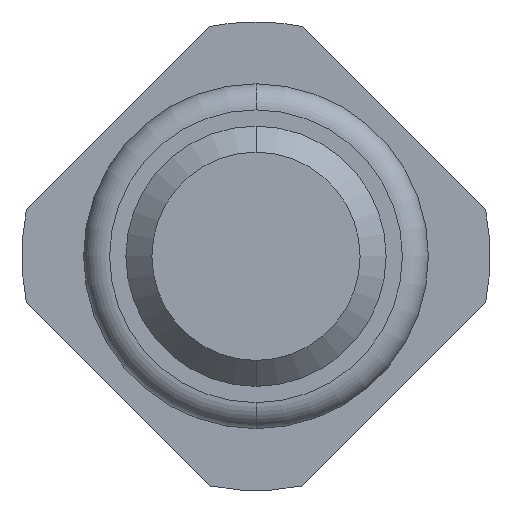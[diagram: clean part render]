
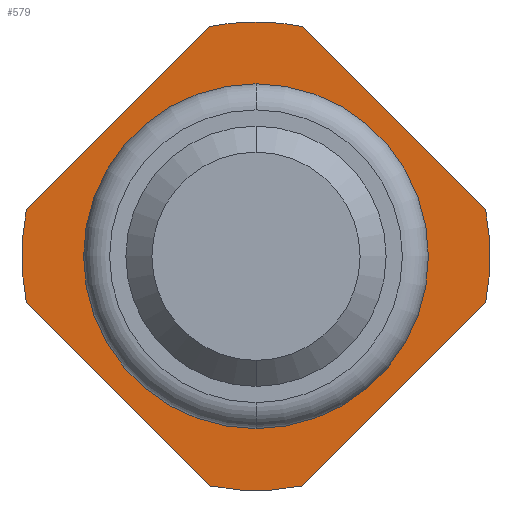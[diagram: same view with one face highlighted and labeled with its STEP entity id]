
A CAD part, front view. The second image highlights one B-rep face of the part: STEP entity #579.
In plain terms, the highlighted planar face has unit normal (0, -1, 0).
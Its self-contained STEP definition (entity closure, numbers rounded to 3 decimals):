
#6 = VERTEX_POINT ( 'NONE', #3236 ) ;
#7 = CIRCLE ( 'NONE', #685, 1.8 ) ;
#63 = DIRECTION ( 'NONE',  ( -0.707, 0., 0.707 ) ) ;
#91 = DIRECTION ( 'NONE',  ( 0., 1., 0. ) ) ;
#153 = DIRECTION ( 'NONE',  ( 0., 0., 1. ) ) ;
#206 = VERTEX_POINT ( 'NONE', #1437 ) ;
#224 = EDGE_CURVE ( 'Defeature ausgef�hrt2_2+Defeature ausgef�hrt2_0+Defeature ausgef�hrt2_17+Defeature ausgef�hrt2_18', #743, #1705, #3649, .T. ) ;
#411 = CARTESIAN_POINT ( 'NONE',  ( 0., -2., 0. ) ) ;
#437 = VECTOR ( 'NONE', #1361, 1000. ) ;
#438 = EDGE_CURVE ( 'Defeature ausgef�hrt2_18+Defeature ausgef�hrt2_0+Defeature ausgef�hrt2_2+Defeature ausgef�hrt2_1', #2566, #2531, #2619, .T. ) ;
#439 = VERTEX_POINT ( 'NONE', #2047 ) ;
#440 = VERTEX_POINT ( 'NONE', #1031 ) ;
#443 = DIRECTION ( 'NONE',  ( 0., 0., 1. ) ) ;
#474 = DIRECTION ( 'NONE',  ( 0., 1., 0. ) ) ;
#524 = CARTESIAN_POINT ( 'NONE',  ( 1.764, -2., 0.357 ) ) ;
#579 = ADVANCED_FACE ( 'Defeature ausgef�hrt2_0', ( #1852, #2409 ), #3701, .F. ) ;
#581 = DIRECTION ( 'NONE',  ( 0., 1., 0. ) ) ;
#662 = AXIS2_PLACEMENT_3D ( 'NONE', #2391, #3631, #732 ) ;
#685 = AXIS2_PLACEMENT_3D ( 'NONE', #3022, #91, #1068 ) ;
#732 = DIRECTION ( 'NONE',  ( 0., 0., 1. ) ) ;
#743 = VERTEX_POINT ( 'NONE', #830 ) ;
#751 = ORIENTED_EDGE ( 'NONE', *, *, #1844, .F. ) ;
#813 = DIRECTION ( 'NONE',  ( 0., 1., 0. ) ) ;
#818 = AXIS2_PLACEMENT_3D ( 'NONE', #411, #474, #443 ) ;
#820 = VECTOR ( 'NONE', #63, 1000. ) ;
#823 = CARTESIAN_POINT ( 'NONE',  ( 0., -2., 0. ) ) ;
#827 = EDGE_CURVE ( 'Defeature ausgef�hrt2_3+Defeature ausgef�hrt2_0+Defeature ausgef�hrt2_16+Defeature ausgef�hrt2_17', #3094, #440, #1037, .T. ) ;
#830 = CARTESIAN_POINT ( 'NONE',  ( -0.357, -2., 1.764 ) ) ;
#835 = CARTESIAN_POINT ( 'NONE',  ( 0., -2., 0. ) ) ;
#903 = DIRECTION ( 'NONE',  ( 0., 0., 1. ) ) ;
#964 = VECTOR ( 'NONE', #1723, 1000. ) ;
#989 = ORIENTED_EDGE ( 'NONE', *, *, #3304, .F. ) ;
#1031 = CARTESIAN_POINT ( 'NONE',  ( -1.764, -2., 0.357 ) ) ;
#1037 = CIRCLE ( 'NONE', #1962, 1.8 ) ;
#1046 = ORIENTED_EDGE ( 'NONE', *, *, #3279, .F. ) ;
#1068 = DIRECTION ( 'NONE',  ( 0., 0., 1. ) ) ;
#1159 = EDGE_CURVE ( 'Defeature ausgef�hrt2_0+Defeature ausgef�hrt2_12+Defeature ausgef�hrt2_12+Defeature ausgef�hrt2_12', #1712, #439, #3174, .T. ) ;
#1313 = LINE ( 'NONE', #3333, #964 ) ;
#1327 = DIRECTION ( 'NONE',  ( 0., 0., 1. ) ) ;
#1350 = VERTEX_POINT ( 'NONE', #1372 ) ;
#1361 = DIRECTION ( 'NONE',  ( 0.707, 0., -0.707 ) ) ;
#1372 = CARTESIAN_POINT ( 'NONE',  ( 0.357, -2., -1.764 ) ) ;
#1433 = LINE ( 'NONE', #3942, #820 ) ;
#1437 = CARTESIAN_POINT ( 'NONE',  ( 1.764, -2., -0.357 ) ) ;
#1455 = DIRECTION ( 'NONE',  ( 0., 1., 0. ) ) ;
#1671 = ORIENTED_EDGE ( 'NONE', *, *, #4060, .F. ) ;
#1705 = VERTEX_POINT ( 'NONE', #4173 ) ;
#1712 = VERTEX_POINT ( 'NONE', #1971 ) ;
#1723 = DIRECTION ( 'NONE',  ( 0.707, 0., 0.707 ) ) ;
#1785 = ORIENTED_EDGE ( 'NONE', *, *, #4165, .F. ) ;
#1837 = CARTESIAN_POINT ( 'NONE',  ( 0.357, -2., 1.764 ) ) ;
#1844 = EDGE_CURVE ( 'Defeature ausgef�hrt2_16+Defeature ausgef�hrt2_0+Defeature ausgef�hrt2_4+Defeature ausgef�hrt2_3', #6, #3094, #1433, .T. ) ;
#1852 = FACE_BOUND ( 'NONE', #2023, .T. ) ;
#1867 = ORIENTED_EDGE ( 'NONE', *, *, #3390, .F. ) ;
#1928 = CARTESIAN_POINT ( 'NONE',  ( 0., -2., 0. ) ) ;
#1962 = AXIS2_PLACEMENT_3D ( 'NONE', #1928, #581, #903 ) ;
#1971 = CARTESIAN_POINT ( 'NONE',  ( 0., -2., 1.325 ) ) ;
#2022 = CARTESIAN_POINT ( 'NONE',  ( 1.961, -2., 0.161 ) ) ;
#2023 = EDGE_LOOP ( 'NONE', ( #3908, #3262 ) ) ;
#2040 = VECTOR ( 'NONE', #2819, 1000. ) ;
#2047 = CARTESIAN_POINT ( 'NONE',  ( 0., -2., -1.325 ) ) ;
#2180 = AXIS2_PLACEMENT_3D ( 'NONE', #2399, #3691, #153 ) ;
#2252 = AXIS2_PLACEMENT_3D ( 'NONE', #2646, #2921, #1327 ) ;
#2391 = CARTESIAN_POINT ( 'NONE',  ( 0., -2., 0. ) ) ;
#2399 = CARTESIAN_POINT ( 'NONE',  ( 1.8, -2., 0. ) ) ;
#2409 = FACE_OUTER_BOUND ( 'NONE', #3750, .T. ) ;
#2531 = VERTEX_POINT ( 'NONE', #524 ) ;
#2566 = VERTEX_POINT ( 'NONE', #1837 ) ;
#2619 = LINE ( 'NONE', #2022, #437 ) ;
#2646 = CARTESIAN_POINT ( 'NONE',  ( 0., -2., 0. ) ) ;
#2804 = CARTESIAN_POINT ( 'NONE',  ( 1.961, -2., -0.161 ) ) ;
#2819 = DIRECTION ( 'NONE',  ( -0.707, 0., -0.707 ) ) ;
#2921 = DIRECTION ( 'NONE',  ( 0., 1., 0. ) ) ;
#3004 = CIRCLE ( 'NONE', #4158, 1.8 ) ;
#3022 = CARTESIAN_POINT ( 'NONE',  ( 0., -2., 0. ) ) ;
#3050 = DIRECTION ( 'NONE',  ( 0., 0., 1. ) ) ;
#3094 = VERTEX_POINT ( 'NONE', #3408 ) ;
#3143 = ORIENTED_EDGE ( 'NONE', *, *, #827, .F. ) ;
#3174 = CIRCLE ( 'NONE', #2252, 1.325 ) ;
#3228 = AXIS2_PLACEMENT_3D ( 'NONE', #835, #1455, #4013 ) ;
#3236 = CARTESIAN_POINT ( 'NONE',  ( -0.357, -2., -1.764 ) ) ;
#3262 = ORIENTED_EDGE ( 'NONE', *, *, #3307, .T. ) ;
#3279 = EDGE_CURVE ( 'Defeature ausgef�hrt2_4+Defeature ausgef�hrt2_0+Defeature ausgef�hrt2_15+Defeature ausgef�hrt2_16', #1350, #6, #7, .T. ) ;
#3304 = EDGE_CURVE ( 'Defeature ausgef�hrt2_17+Defeature ausgef�hrt2_0+Defeature ausgef�hrt2_3+Defeature ausgef�hrt2_2', #440, #743, #1313, .T. ) ;
#3307 = EDGE_CURVE ( 'Defeature ausgef�hrt2_0+Defeature ausgef�hrt2_12+Defeature ausgef�hrt2_12+Defeature ausgef�hrt2_12', #439, #1712, #3636, .T. ) ;
#3333 = CARTESIAN_POINT ( 'NONE',  ( -0.161, -2., 1.961 ) ) ;
#3390 = EDGE_CURVE ( 'Defeature ausgef�hrt2_15+Defeature ausgef�hrt2_0+Defeature ausgef�hrt2_1+Defeature ausgef�hrt2_4', #206, #1350, #3449, .T. ) ;
#3408 = CARTESIAN_POINT ( 'NONE',  ( -1.764, -2., -0.357 ) ) ;
#3413 = ORIENTED_EDGE ( 'NONE', *, *, #438, .F. ) ;
#3449 = LINE ( 'NONE', #2804, #2040 ) ;
#3586 = CIRCLE ( 'NONE', #662, 1.8 ) ;
#3631 = DIRECTION ( 'NONE',  ( 0., 1., 0. ) ) ;
#3636 = CIRCLE ( 'NONE', #818, 1.325 ) ;
#3649 = CIRCLE ( 'NONE', #3228, 1.8 ) ;
#3691 = DIRECTION ( 'NONE',  ( 0., 1., 0. ) ) ;
#3701 = PLANE ( 'NONE',  #2180 ) ;
#3750 = EDGE_LOOP ( 'NONE', ( #3413, #1785, #4118, #989, #3143, #751, #1046, #1867, #1671 ) ) ;
#3908 = ORIENTED_EDGE ( 'NONE', *, *, #1159, .T. ) ;
#3942 = CARTESIAN_POINT ( 'NONE',  ( -0.161, -2., -1.961 ) ) ;
#4013 = DIRECTION ( 'NONE',  ( 0., 0., 1. ) ) ;
#4060 = EDGE_CURVE ( 'Defeature ausgef�hrt2_1+Defeature ausgef�hrt2_0+Defeature ausgef�hrt2_18+Defeature ausgef�hrt2_15', #2531, #206, #3586, .T. ) ;
#4118 = ORIENTED_EDGE ( 'NONE', *, *, #224, .F. ) ;
#4158 = AXIS2_PLACEMENT_3D ( 'NONE', #823, #813, #3050 ) ;
#4165 = EDGE_CURVE ( 'Defeature ausgef�hrt2_2+Defeature ausgef�hrt2_0+Defeature ausgef�hrt2_17+Defeature ausgef�hrt2_18', #1705, #2566, #3004, .T. ) ;
#4173 = CARTESIAN_POINT ( 'NONE',  ( 0., -2., 1.8 ) ) ;
